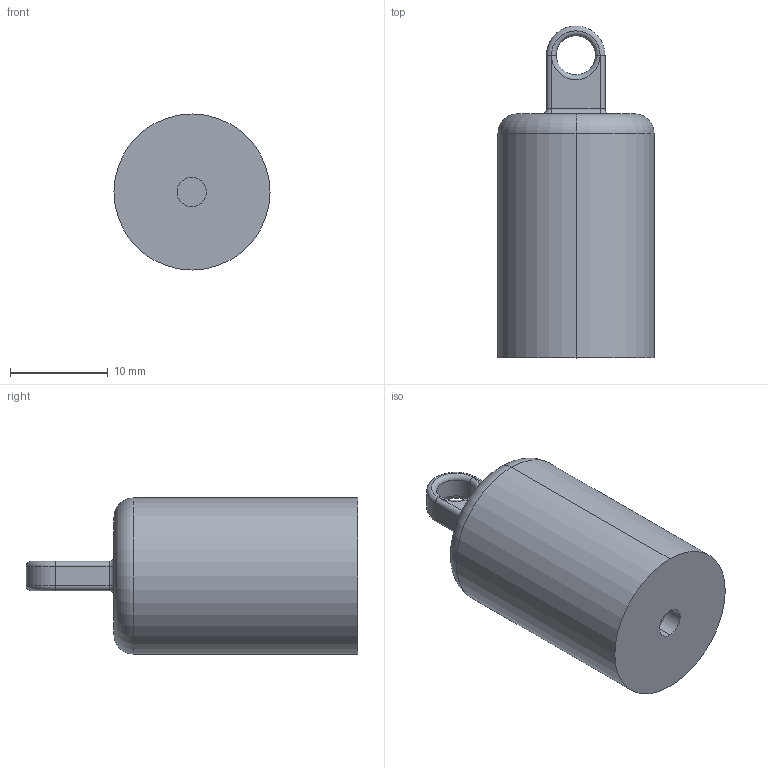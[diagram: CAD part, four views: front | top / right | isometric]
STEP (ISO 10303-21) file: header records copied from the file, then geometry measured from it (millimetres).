
FILE_DESCRIPTION (( 'STEP AP203' ), '1' );
FILE_NAME ('V4_cylinder_默认_sldprt.STEP', '2019-01-08T05:43:42', ( '' ), ( '' ), 'SwSTEP 2.0', 'SolidWorks 2016', '' );
FILE_SCHEMA (( 'CONFIG_CONTROL_DESIGN' ));
Length unit declared in the file: millimetre
Products named in the file (1): V4_cylinder_默认_sldprt
Bounding box: 16 x 34 x 16 mm (x, y, z)
Volume: 2819.7 mm3; surface area: 2740 mm2
Topology: 1 solids, 1 shells, 37 faces, 76 edges, 42 vertices
Faces by surface type: cylinder 17, torus 12, plane 8
Entity records: 1053 total; most frequent: DIRECTION 202, CARTESIAN_POINT 156, ORIENTED_EDGE 152, AXIS2_PLACEMENT_3D 88, EDGE_CURVE 76, CIRCLE 50, VERTEX_POINT 42, EDGE_LOOP 40
